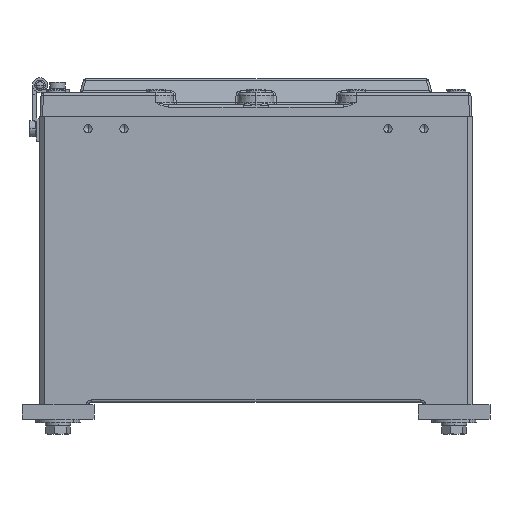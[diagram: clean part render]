
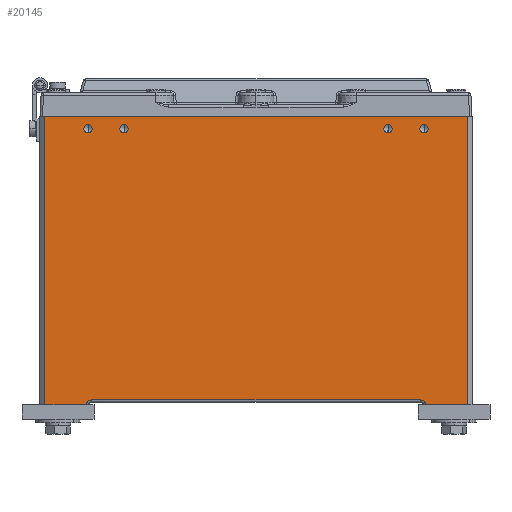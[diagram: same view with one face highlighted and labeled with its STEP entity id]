
A CAD part, left-side view. The second image highlights one B-rep face of the part: STEP entity #20145.
In plain terms, the highlighted face is planar.
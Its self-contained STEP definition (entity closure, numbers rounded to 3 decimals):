
#393 = CARTESIAN_POINT ( 'NONE',  ( 117.5, -140., -12.5 ) ) ;
#525 = CARTESIAN_POINT ( 'NONE',  ( 117.5, 140., -12.5 ) ) ;
#1033 = VERTEX_POINT ( 'NONE', #20728 ) ;
#1258 = CARTESIAN_POINT ( 'NONE',  ( 117.5, -140., -9. ) ) ;
#1318 = CARTESIAN_POINT ( 'NONE',  ( 117.5, -176., -2.5 ) ) ;
#1653 = DIRECTION ( 'NONE',  ( 1., 0., 0. ) ) ;
#1842 = CARTESIAN_POINT ( 'NONE',  ( 117.5, 180., -2.5 ) ) ;
#2100 = VERTEX_POINT ( 'NONE', #1318 ) ;
#2447 = CARTESIAN_POINT ( 'NONE',  ( 117.5, 110., -12.5 ) ) ;
#2486 = AXIS2_PLACEMENT_3D ( 'NONE', #46185, #25623, #5062 ) ;
#4626 = CARTESIAN_POINT ( 'NONE',  ( 117.5, 180., -242.5 ) ) ;
#4869 = DIRECTION ( 'NONE',  ( -1., 0., 0. ) ) ;
#4967 = LINE ( 'NONE', #25526, #36563 ) ;
#5062 = DIRECTION ( 'NONE',  ( 0., 0., -1. ) ) ;
#6092 = ORIENTED_EDGE ( 'NONE', *, *, #32708, .F. ) ;
#6448 = DIRECTION ( 'NONE',  ( 0., 0., -1. ) ) ;
#6565 = CARTESIAN_POINT ( 'NONE',  ( 117.5, 140., -16. ) ) ;
#6978 = VECTOR ( 'NONE', #26702, 1000. ) ;
#7024 = VECTOR ( 'NONE', #43074, 1000. ) ;
#7317 = AXIS2_PLACEMENT_3D ( 'NONE', #31482, #4869, #25432 ) ;
#7469 = CIRCLE ( 'NONE', #23022, 3.5 ) ;
#7554 = CARTESIAN_POINT ( 'NONE',  ( 117.5, 176., -43. ) ) ;
#8174 = EDGE_CURVE ( 'NONE', #20920, #34843, #18384, .T. ) ;
#8281 = ORIENTED_EDGE ( 'NONE', *, *, #37584, .F. ) ;
#8464 = DIRECTION ( 'NONE',  ( 0., 0., -1. ) ) ;
#10007 = CARTESIAN_POINT ( 'NONE',  ( 117.5, -110., -16. ) ) ;
#10217 = VERTEX_POINT ( 'NONE', #39001 ) ;
#10742 = ORIENTED_EDGE ( 'NONE', *, *, #18575, .T. ) ;
#10765 = EDGE_CURVE ( 'NONE', #21704, #43864, #45387, .T. ) ;
#10933 = EDGE_LOOP ( 'NONE', ( #8281, #25102, #15808, #10742, #39797, #16355, #44875, #35268 ) ) ;
#11034 = CIRCLE ( 'NONE', #22394, 3.5 ) ;
#11272 = CIRCLE ( 'NONE', #36663, 5. ) ;
#12147 = AXIS2_PLACEMENT_3D ( 'NONE', #393, #27011, #6448 ) ;
#13156 = DIRECTION ( 'NONE',  ( 1., 0., 0. ) ) ;
#13720 = CIRCLE ( 'NONE', #39058, 3.5 ) ;
#14577 = ORIENTED_EDGE ( 'NONE', *, *, #36769, .F. ) ;
#14601 = CARTESIAN_POINT ( 'NONE',  ( 117.5, -137., -238.5 ) ) ;
#15051 = EDGE_CURVE ( 'NONE', #34843, #20920, #33423, .T. ) ;
#15632 = CARTESIAN_POINT ( 'NONE',  ( 117.5, -110., -12.5 ) ) ;
#15734 = EDGE_LOOP ( 'NONE', ( #30052, #45030 ) ) ;
#15808 = ORIENTED_EDGE ( 'NONE', *, *, #10765, .T. ) ;
#15890 = LINE ( 'NONE', #42496, #16060 ) ;
#16060 = VECTOR ( 'NONE', #22000, 1000. ) ;
#16355 = ORIENTED_EDGE ( 'NONE', *, *, #44042, .T. ) ;
#16425 = VERTEX_POINT ( 'NONE', #27779 ) ;
#16467 = CARTESIAN_POINT ( 'NONE',  ( 117.5, 137., -238.5 ) ) ;
#17558 = VERTEX_POINT ( 'NONE', #35408 ) ;
#18017 = FACE_BOUND ( 'NONE', #44192, .T. ) ;
#18212 = EDGE_CURVE ( 'NONE', #2100, #46049, #28445, .T. ) ;
#18384 = CIRCLE ( 'NONE', #23537, 3.5 ) ;
#18575 = EDGE_CURVE ( 'NONE', #43864, #22839, #32154, .T. ) ;
#18961 = DIRECTION ( 'NONE',  ( 1., 0., 0. ) ) ;
#19541 = PLANE ( 'NONE',  #2486 ) ;
#20145 = ADVANCED_FACE ( 'NONE', ( #18017, #24074, #30181, #36241, #42294 ), #19541, .T. ) ;
#20514 = DIRECTION ( 'NONE',  ( -1., 0., 0. ) ) ;
#20728 = CARTESIAN_POINT ( 'NONE',  ( 117.5, -176., -242.5 ) ) ;
#20838 = EDGE_CURVE ( 'NONE', #17558, #22839, #15890, .T. ) ;
#20920 = VERTEX_POINT ( 'NONE', #1258 ) ;
#21061 = DIRECTION ( 'NONE',  ( 1., 0., 0. ) ) ;
#21704 = VERTEX_POINT ( 'NONE', #14601 ) ;
#21738 = DIRECTION ( 'NONE',  ( 0., 0., -1. ) ) ;
#22000 = DIRECTION ( 'NONE',  ( 0., -1., 0. ) ) ;
#22190 = DIRECTION ( 'NONE',  ( 0., 0., -1. ) ) ;
#22366 = DIRECTION ( 'NONE',  ( 0., 1., 0. ) ) ;
#22394 = AXIS2_PLACEMENT_3D ( 'NONE', #2447, #29065, #8464 ) ;
#22839 = VERTEX_POINT ( 'NONE', #45487 ) ;
#23022 = AXIS2_PLACEMENT_3D ( 'NONE', #15632, #42214, #21738 ) ;
#23537 = AXIS2_PLACEMENT_3D ( 'NONE', #33721, #13156, #39799 ) ;
#23976 = CARTESIAN_POINT ( 'NONE',  ( 117.5, -141.899, -242.5 ) ) ;
#24074 = FACE_BOUND ( 'NONE', #34925, .T. ) ;
#25102 = ORIENTED_EDGE ( 'NONE', *, *, #44326, .T. ) ;
#25432 = DIRECTION ( 'NONE',  ( 0., 0., -1. ) ) ;
#25526 = CARTESIAN_POINT ( 'NONE',  ( 117.5, -176., -43. ) ) ;
#25623 = DIRECTION ( 'NONE',  ( 1., 0., 0. ) ) ;
#26121 = EDGE_CURVE ( 'NONE', #2100, #1033, #4967, .T. ) ;
#26702 = DIRECTION ( 'NONE',  ( 0., -1., 0. ) ) ;
#27011 = DIRECTION ( 'NONE',  ( 1., 0., 0. ) ) ;
#27528 = ORIENTED_EDGE ( 'NONE', *, *, #45330, .F. ) ;
#27743 = ORIENTED_EDGE ( 'NONE', *, *, #15051, .F. ) ;
#27779 = CARTESIAN_POINT ( 'NONE',  ( 117.5, 110., -16. ) ) ;
#27884 = EDGE_LOOP ( 'NONE', ( #27528, #6092 ) ) ;
#28136 = LINE ( 'NONE', #7554, #36070 ) ;
#28259 = CARTESIAN_POINT ( 'NONE',  ( 117.5, 140., -12.5 ) ) ;
#28328 = EDGE_CURVE ( 'NONE', #39273, #41534, #44465, .T. ) ;
#28445 = LINE ( 'NONE', #1842, #46591 ) ;
#29020 = AXIS2_PLACEMENT_3D ( 'NONE', #28259, #1653, #22190 ) ;
#29065 = DIRECTION ( 'NONE',  ( 1., 0., 0. ) ) ;
#30052 = ORIENTED_EDGE ( 'NONE', *, *, #33359, .F. ) ;
#30181 = FACE_BOUND ( 'NONE', #27884, .T. ) ;
#31034 = DIRECTION ( 'NONE',  ( 0., 0., -1. ) ) ;
#31248 = LINE ( 'NONE', #4626, #6978 ) ;
#31482 = CARTESIAN_POINT ( 'NONE',  ( 117.5, 137., -243.5 ) ) ;
#32154 = CIRCLE ( 'NONE', #7317, 5. ) ;
#32708 = EDGE_CURVE ( 'NONE', #10217, #16425, #11034, .T. ) ;
#33056 = ORIENTED_EDGE ( 'NONE', *, *, #8174, .F. ) ;
#33318 = VERTEX_POINT ( 'NONE', #23976 ) ;
#33350 = DIRECTION ( 'NONE',  ( 1., 0., 0. ) ) ;
#33359 = EDGE_CURVE ( 'NONE', #41534, #39273, #40208, .T. ) ;
#33423 = CIRCLE ( 'NONE', #12147, 3.5 ) ;
#33721 = CARTESIAN_POINT ( 'NONE',  ( 117.5, -140., -12.5 ) ) ;
#34016 = CIRCLE ( 'NONE', #37506, 3.5 ) ;
#34701 = CARTESIAN_POINT ( 'NONE',  ( 117.5, 137., -238.5 ) ) ;
#34843 = VERTEX_POINT ( 'NONE', #40502 ) ;
#34925 = EDGE_LOOP ( 'NONE', ( #44239, #14577 ) ) ;
#35268 = ORIENTED_EDGE ( 'NONE', *, *, #26121, .T. ) ;
#35408 = CARTESIAN_POINT ( 'NONE',  ( 117.5, 176., -242.5 ) ) ;
#36070 = VECTOR ( 'NONE', #44134, 1000. ) ;
#36241 = FACE_BOUND ( 'NONE', #15734, .T. ) ;
#36563 = VECTOR ( 'NONE', #46078, 1000. ) ;
#36663 = AXIS2_PLACEMENT_3D ( 'NONE', #38709, #20514, #41009 ) ;
#36769 = EDGE_CURVE ( 'NONE', #40244, #37396, #7469, .T. ) ;
#37396 = VERTEX_POINT ( 'NONE', #10007 ) ;
#37506 = AXIS2_PLACEMENT_3D ( 'NONE', #45528, #33350, #31034 ) ;
#37584 = EDGE_CURVE ( 'NONE', #33318, #1033, #31248, .T. ) ;
#38709 = CARTESIAN_POINT ( 'NONE',  ( 117.5, -137., -243.5 ) ) ;
#39001 = CARTESIAN_POINT ( 'NONE',  ( 117.5, 110., -9. ) ) ;
#39058 = AXIS2_PLACEMENT_3D ( 'NONE', #39433, #18961, #45591 ) ;
#39273 = VERTEX_POINT ( 'NONE', #46799 ) ;
#39433 = CARTESIAN_POINT ( 'NONE',  ( 117.5, 110., -12.5 ) ) ;
#39797 = ORIENTED_EDGE ( 'NONE', *, *, #20838, .F. ) ;
#39799 = DIRECTION ( 'NONE',  ( 0., 0., -1. ) ) ;
#40208 = CIRCLE ( 'NONE', #41980, 3.5 ) ;
#40244 = VERTEX_POINT ( 'NONE', #42634 ) ;
#40502 = CARTESIAN_POINT ( 'NONE',  ( 117.5, -140., -16. ) ) ;
#41009 = DIRECTION ( 'NONE',  ( 0., 0., -1. ) ) ;
#41534 = VERTEX_POINT ( 'NONE', #6565 ) ;
#41549 = DIRECTION ( 'NONE',  ( 0., 0., -1. ) ) ;
#41980 = AXIS2_PLACEMENT_3D ( 'NONE', #525, #21061, #41549 ) ;
#42214 = DIRECTION ( 'NONE',  ( 1., 0., 0. ) ) ;
#42294 = FACE_OUTER_BOUND ( 'NONE', #10933, .T. ) ;
#42496 = CARTESIAN_POINT ( 'NONE',  ( 117.5, 180., -242.5 ) ) ;
#42634 = CARTESIAN_POINT ( 'NONE',  ( 117.5, -110., -9. ) ) ;
#43074 = DIRECTION ( 'NONE',  ( 0., 1., 0. ) ) ;
#43679 = CARTESIAN_POINT ( 'NONE',  ( 117.5, 176., -2.5 ) ) ;
#43864 = VERTEX_POINT ( 'NONE', #34701 ) ;
#43920 = EDGE_CURVE ( 'NONE', #37396, #40244, #34016, .T. ) ;
#44042 = EDGE_CURVE ( 'NONE', #17558, #46049, #28136, .T. ) ;
#44134 = DIRECTION ( 'NONE',  ( 0., 0., 1. ) ) ;
#44192 = EDGE_LOOP ( 'NONE', ( #27743, #33056 ) ) ;
#44239 = ORIENTED_EDGE ( 'NONE', *, *, #43920, .F. ) ;
#44326 = EDGE_CURVE ( 'NONE', #33318, #21704, #11272, .T. ) ;
#44465 = CIRCLE ( 'NONE', #29020, 3.5 ) ;
#44875 = ORIENTED_EDGE ( 'NONE', *, *, #18212, .F. ) ;
#45030 = ORIENTED_EDGE ( 'NONE', *, *, #28328, .F. ) ;
#45330 = EDGE_CURVE ( 'NONE', #16425, #10217, #13720, .T. ) ;
#45387 = LINE ( 'NONE', #16467, #7024 ) ;
#45487 = CARTESIAN_POINT ( 'NONE',  ( 117.5, 141.899, -242.5 ) ) ;
#45528 = CARTESIAN_POINT ( 'NONE',  ( 117.5, -110., -12.5 ) ) ;
#45591 = DIRECTION ( 'NONE',  ( 0., 0., -1. ) ) ;
#46049 = VERTEX_POINT ( 'NONE', #43679 ) ;
#46078 = DIRECTION ( 'NONE',  ( 0., 0., -1. ) ) ;
#46185 = CARTESIAN_POINT ( 'NONE',  ( 117.5, 180., -43. ) ) ;
#46591 = VECTOR ( 'NONE', #22366, 1000. ) ;
#46799 = CARTESIAN_POINT ( 'NONE',  ( 117.5, 140., -9. ) ) ;
